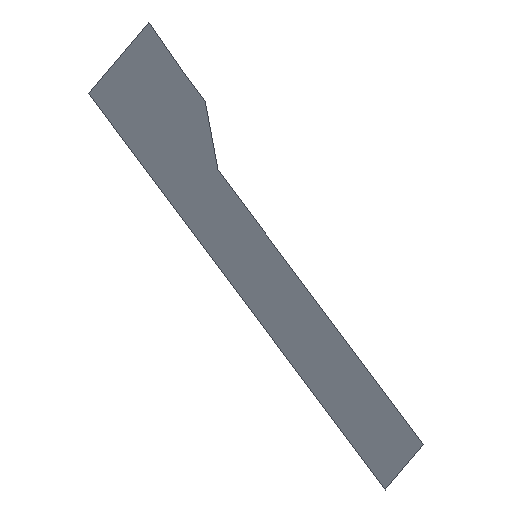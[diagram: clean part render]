
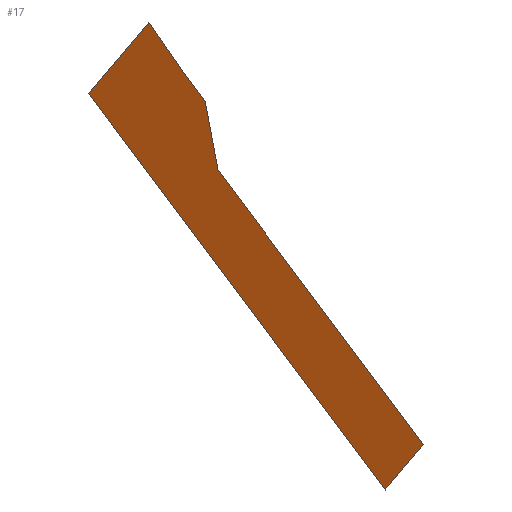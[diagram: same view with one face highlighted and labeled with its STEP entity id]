
A CAD part, isometric view. The second image highlights one B-rep face of the part: STEP entity #17.
In plain terms, the highlighted planar face has unit normal (0.046, 0.999, 0.001).
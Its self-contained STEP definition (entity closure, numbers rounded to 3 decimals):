
#17 = ADVANCED_FACE('',(#18),#32,.T.);
#18 = FACE_BOUND('',#19,.F.);
#19 = EDGE_LOOP('',(#20,#43,#59,#75,#91,#107,#123));
#20 = ORIENTED_EDGE('',*,*,#21,.T.);
#21 = EDGE_CURVE('',#22,#24,#26,.T.);
#22 = VERTEX_POINT('',#23);
#23 = CARTESIAN_POINT('',(-9.809,0.429,22.701
    ));
#24 = VERTEX_POINT('',#25);
#25 = CARTESIAN_POINT('',(-16.583,0.747,18.679)
  );
#26 = SURFACE_CURVE('',#27,(#31),.PCURVE_S1.);
#27 = LINE('',#28,#29);
#28 = CARTESIAN_POINT('',(-9.809,0.429,22.701
    ));
#29 = VECTOR('',#30,1.);
#30 = DIRECTION('',(-0.859,0.04,-0.51));
#31 = PCURVE('',#32,#37);
#32 = PLANE('',#33);
#33 = AXIS2_PLACEMENT_3D('',#34,#35,#36);
#34 = CARTESIAN_POINT('',(-16.856,0.76,18.979
    ));
#35 = DIRECTION('',(0.046,0.999,0.001
    ));
#36 = DIRECTION('',(0.859,-0.04,0.51));
#37 = DEFINITIONAL_REPRESENTATION('',(#38),#42);
#38 = LINE('',#39,#40);
#39 = CARTESIAN_POINT('',(7.967,0.397));
#40 = VECTOR('',#41,1.);
#41 = DIRECTION('',(-1.,0.));
#42 = ( GEOMETRIC_REPRESENTATION_CONTEXT(2) 
PARAMETRIC_REPRESENTATION_CONTEXT() REPRESENTATION_CONTEXT('2D SPACE',''
  ) );
#43 = ORIENTED_EDGE('',*,*,#44,.T.);
#44 = EDGE_CURVE('',#24,#45,#47,.T.);
#45 = VERTEX_POINT('',#46);
#46 = CARTESIAN_POINT('',(16.756,-0.735,
    -37.591));
#47 = SURFACE_CURVE('',#48,(#52),.PCURVE_S1.);
#48 = LINE('',#49,#50);
#49 = CARTESIAN_POINT('',(-16.583,0.747,18.679)
  );
#50 = VECTOR('',#51,1.);
#51 = DIRECTION('',(0.51,-0.023,-0.86)
  );
#52 = PCURVE('',#32,#53);
#53 = DEFINITIONAL_REPRESENTATION('',(#54),#58);
#54 = LINE('',#55,#56);
#55 = CARTESIAN_POINT('',(0.082,0.397));
#56 = VECTOR('',#57,1.);
#57 = DIRECTION('',(0.,1.));
#58 = ( GEOMETRIC_REPRESENTATION_CONTEXT(2) 
PARAMETRIC_REPRESENTATION_CONTEXT() REPRESENTATION_CONTEXT('2D SPACE',''
  ) );
#59 = ORIENTED_EDGE('',*,*,#60,.T.);
#60 = EDGE_CURVE('',#45,#61,#63,.T.);
#61 = VERTEX_POINT('',#62);
#62 = CARTESIAN_POINT('',(21.061,-0.937,
    -35.035));
#63 = SURFACE_CURVE('',#64,(#68),.PCURVE_S1.);
#64 = LINE('',#65,#66);
#65 = CARTESIAN_POINT('',(16.756,-0.735,
    -37.591));
#66 = VECTOR('',#67,1.);
#67 = DIRECTION('',(0.859,-0.04,0.51));
#68 = PCURVE('',#32,#69);
#69 = DEFINITIONAL_REPRESENTATION('',(#70),#74);
#70 = LINE('',#71,#72);
#71 = CARTESIAN_POINT('',(0.082,65.819));
#72 = VECTOR('',#73,1.);
#73 = DIRECTION('',(1.,0.));
#74 = ( GEOMETRIC_REPRESENTATION_CONTEXT(2) 
PARAMETRIC_REPRESENTATION_CONTEXT() REPRESENTATION_CONTEXT('2D SPACE',''
  ) );
#75 = ORIENTED_EDGE('',*,*,#76,.T.);
#76 = EDGE_CURVE('',#61,#77,#79,.T.);
#77 = VERTEX_POINT('',#78);
#78 = CARTESIAN_POINT('',(-2.042,0.09,
    3.959));
#79 = SURFACE_CURVE('',#80,(#84),.PCURVE_S1.);
#80 = LINE('',#81,#82);
#81 = CARTESIAN_POINT('',(21.061,-0.937,
    -35.035));
#82 = VECTOR('',#83,1.);
#83 = DIRECTION('',(-0.51,0.023,0.86));
#84 = PCURVE('',#32,#85);
#85 = DEFINITIONAL_REPRESENTATION('',(#86),#90);
#86 = LINE('',#87,#88);
#87 = CARTESIAN_POINT('',(5.093,65.819));
#88 = VECTOR('',#89,1.);
#89 = DIRECTION('',(0.,-1.));
#90 = ( GEOMETRIC_REPRESENTATION_CONTEXT(2) 
PARAMETRIC_REPRESENTATION_CONTEXT() REPRESENTATION_CONTEXT('2D SPACE',''
  ) );
#91 = ORIENTED_EDGE('',*,*,#92,.T.);
#92 = EDGE_CURVE('',#77,#93,#95,.T.);
#93 = VERTEX_POINT('',#94);
#94 = CARTESIAN_POINT('',(-3.478,0.148,11.575
    ));
#95 = SURFACE_CURVE('',#96,(#100),.PCURVE_S1.);
#96 = LINE('',#97,#98);
#97 = CARTESIAN_POINT('',(-2.042,0.09,
    3.959));
#98 = VECTOR('',#99,1.);
#99 = DIRECTION('',(-0.185,0.007,0.983));
#100 = PCURVE('',#32,#101);
#101 = DEFINITIONAL_REPRESENTATION('',(#102),#106);
#102 = LINE('',#103,#104);
#103 = CARTESIAN_POINT('',(5.093,20.483));
#104 = VECTOR('',#105,1.);
#105 = DIRECTION('',(0.342,-0.94));
#106 = ( GEOMETRIC_REPRESENTATION_CONTEXT(2) 
PARAMETRIC_REPRESENTATION_CONTEXT() REPRESENTATION_CONTEXT('2D SPACE',''
  ) );
#107 = ORIENTED_EDGE('',*,*,#108,.T.);
#108 = EDGE_CURVE('',#93,#109,#111,.T.);
#109 = VERTEX_POINT('',#110);
#110 = CARTESIAN_POINT('',(-5.906,0.256,15.711));
#111 = SURFACE_CURVE('',#112,(#116),.PCURVE_S1.);
#112 = LINE('',#113,#114);
#113 = CARTESIAN_POINT('',(-3.478,0.148,
    11.575));
#114 = VECTOR('',#115,1.);
#115 = DIRECTION('',(-0.506,0.022,0.862)
  );
#116 = PCURVE('',#32,#117);
#117 = DEFINITIONAL_REPRESENTATION('',(#118),#122);
#118 = LINE('',#119,#120);
#119 = CARTESIAN_POINT('',(7.742,13.199));
#120 = VECTOR('',#121,1.);
#121 = DIRECTION('',(0.004,-1.));
#122 = ( GEOMETRIC_REPRESENTATION_CONTEXT(2) 
PARAMETRIC_REPRESENTATION_CONTEXT() REPRESENTATION_CONTEXT('2D SPACE',''
  ) );
#123 = ORIENTED_EDGE('',*,*,#124,.T.);
#124 = EDGE_CURVE('',#109,#22,#125,.T.);
#125 = SURFACE_CURVE('',#126,(#130),.PCURVE_S1.);
#126 = LINE('',#127,#128);
#127 = CARTESIAN_POINT('',(-5.906,0.256,15.711));
#128 = VECTOR('',#129,1.);
#129 = DIRECTION('',(-0.487,0.022,0.873)
  );
#130 = PCURVE('',#32,#131);
#131 = DEFINITIONAL_REPRESENTATION('',(#132),#136);
#132 = LINE('',#133,#134);
#133 = CARTESIAN_POINT('',(7.761,8.402));
#134 = VECTOR('',#135,1.);
#135 = DIRECTION('',(0.026,-1.));
#136 = ( GEOMETRIC_REPRESENTATION_CONTEXT(2) 
PARAMETRIC_REPRESENTATION_CONTEXT() REPRESENTATION_CONTEXT('2D SPACE',''
  ) );
